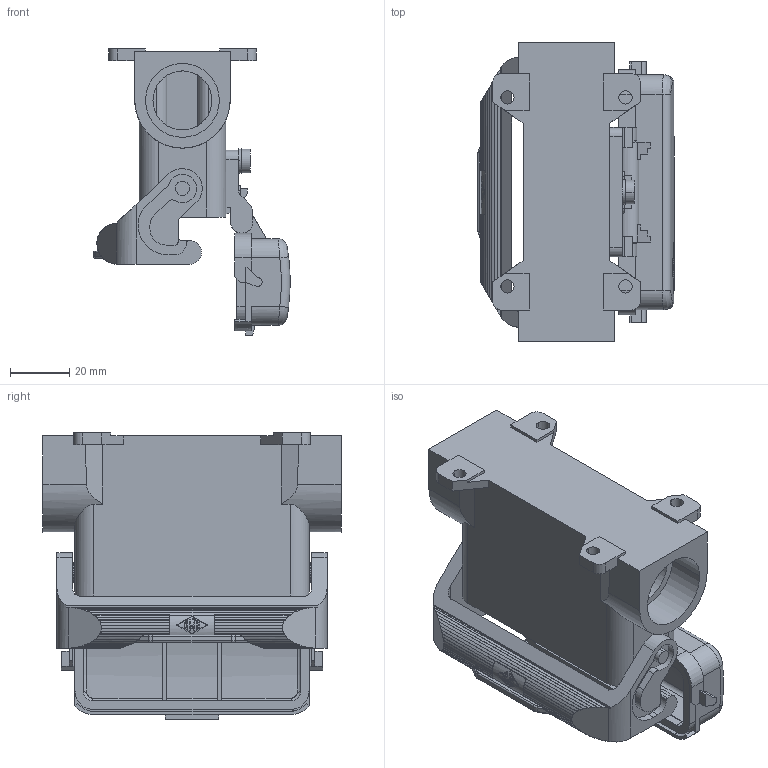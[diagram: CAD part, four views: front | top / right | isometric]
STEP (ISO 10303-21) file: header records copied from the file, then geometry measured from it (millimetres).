
FILE_DESCRIPTION(('Creo Elements/Direct Modeling STEP Export'),'2;1');
FILE_NAME('0ln7uvk4qo7i4gv4496','2019-05-16T15:08:36',(''),(''),'PTC Creo Elements/Direct Modeling STEP processor for AP214 (Solid Model)','PTC Creo Elements/Direct Modeling 19.0E 27-Jun-2016 (C) Parametric Technology GmbH','');
FILE_SCHEMA(('AUTOMOTIVE_DESIGN { 1 0 10303 214 1 1 1 1 }'));
Length unit declared in the file: millimetre
Products named in the file (2): MZAP_25_LSP25
Assembly tree (1 placements, depth 2):
  MZAP_25_LSP25
    MZAP_25_LSP25
Bounding box: 66.47 x 101 x 97.03 mm (x, y, z)
Volume: 90781.4 mm3; surface area: 55796.4 mm2
Topology: 1 solids, 5 shells, 537 faces, 1544 edges, 1047 vertices
Faces by surface type: plane 293, cylinder 214, torus 12, bspline 8, extrusion 6, cone 4
Entity records: 24960 total; most frequent: CARTESIAN_POINT 10715, ORIENTED_EDGE 3088, DIRECTION 2790, EDGE_CURVE 1544, VERTEX_POINT 1047, VECTOR 986, LINE 962, AXIS2_PLACEMENT_3D 902
